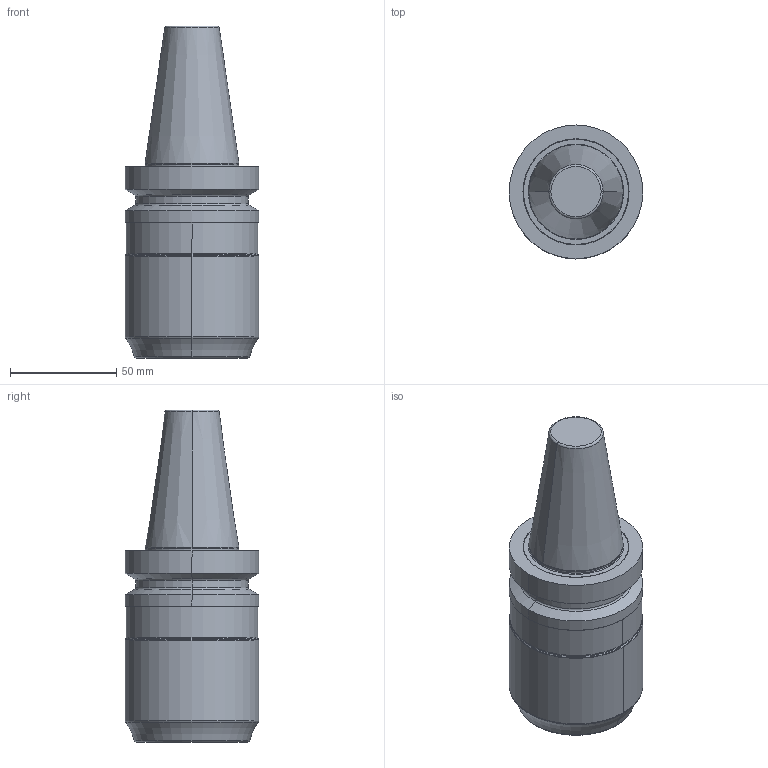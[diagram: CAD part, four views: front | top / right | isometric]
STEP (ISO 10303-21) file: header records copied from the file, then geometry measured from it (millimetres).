
FILE_DESCRIPTION((''),'2;1');
FILE_NAME('607290413-000-00-E43','2019-08-20T11:22:03',('bahnemannr'),(''),'CREO PARAMETRIC BY PTC INC, 2018300','CREO PARAMETRIC BY PTC INC, 2018300','');
FILE_SCHEMA(('AP242_MANAGED_MODEL_BASED_3D_ENGINEERING_MIM_LF { 1 0 10303 442 1 1 4 }'));
Length unit declared in the file: millimetre
Products named in the file (1): 607290413-000-00-E43
Bounding box: 63 x 63 x 156.4 mm (x, y, z)
Volume: 284094.4 mm3; surface area: 36443.5 mm2
Topology: 1 solids, 1 shells, 58 faces, 114 edges, 62 vertices
Faces by surface type: torus 26, cylinder 14, cone 12, plane 6
Entity records: 2844 total; most frequent: DIRECTION 360, CARTESIAN_POINT 259, ORIENTED_EDGE 228, AXIS2_PLACEMENT_3D 165, PROPERTY_DEFINITION 124, REPRESENTATION 123, PROPERTY_DEFINITION_REPRESENTATION 123, PRESENTATION_STYLE_ASSIGNMENT 122
